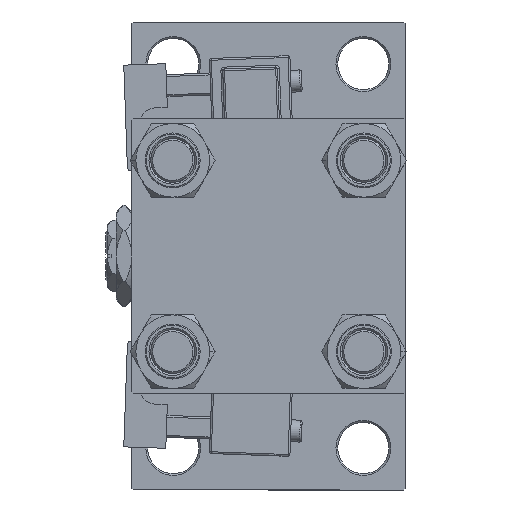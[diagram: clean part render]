
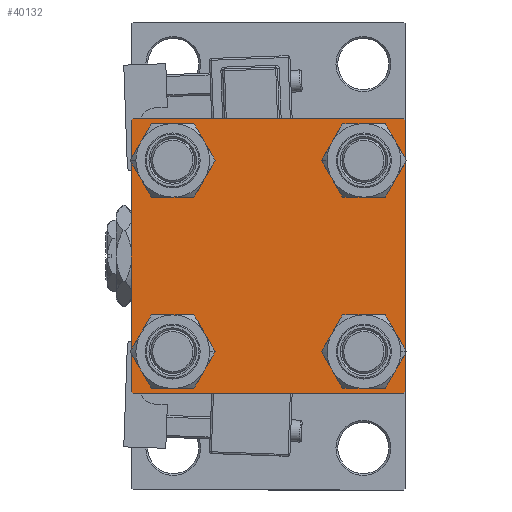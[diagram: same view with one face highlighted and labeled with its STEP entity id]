
A CAD part, left-side view. The second image highlights one B-rep face of the part: STEP entity #40132.
In plain terms, the highlighted planar face has unit normal (-1, 0, 0).
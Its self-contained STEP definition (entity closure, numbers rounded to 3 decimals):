
#369 = ORIENTED_EDGE ( 'NONE', *, *, #21014, .F. ) ;
#435 = AXIS2_PLACEMENT_3D ( 'NONE', #7780, #49046, #32540 ) ;
#473 = VERTEX_POINT ( 'NONE', #40003 ) ;
#1115 = EDGE_LOOP ( 'NONE', ( #1807, #22330 ) ) ;
#1191 = EDGE_CURVE ( 'NONE', #1684, #11128, #15331, .T. ) ;
#1268 = DIRECTION ( 'NONE',  ( 0., 0., 1. ) ) ;
#1280 = EDGE_CURVE ( 'NONE', #19679, #7588, #45522, .T. ) ;
#1478 = CIRCLE ( 'NONE', #17264, 6.5 ) ;
#1684 = VERTEX_POINT ( 'NONE', #42713 ) ;
#1807 = ORIENTED_EDGE ( 'NONE', *, *, #8297, .T. ) ;
#1965 = DIRECTION ( 'NONE',  ( 0., 0.707, 0.707 ) ) ;
#2748 = AXIS2_PLACEMENT_3D ( 'NONE', #5947, #13622, #1268 ) ;
#3206 = CARTESIAN_POINT ( 'NONE',  ( 0., 26.15, 32.65 ) ) ;
#3349 = DIRECTION ( 'NONE',  ( 0., -0.707, 0.707 ) ) ;
#3410 = DIRECTION ( 'NONE',  ( 0., 0., -1. ) ) ;
#3467 = DIRECTION ( 'NONE',  ( 0., 0., 1. ) ) ;
#3634 = CARTESIAN_POINT ( 'NONE',  ( 0., 37.25, 37.25 ) ) ;
#3778 = AXIS2_PLACEMENT_3D ( 'NONE', #31134, #39105, #30026 ) ;
#4107 = CARTESIAN_POINT ( 'NONE',  ( 0., -26.15, -26.15 ) ) ;
#4275 = DIRECTION ( 'NONE',  ( 0., -0.707, -0.707 ) ) ;
#4652 = VECTOR ( 'NONE', #1965, 1000. ) ;
#4801 = EDGE_CURVE ( 'NONE', #45036, #7539, #38538, .T. ) ;
#4927 = CARTESIAN_POINT ( 'NONE',  ( 0., -26.15, 32.65 ) ) ;
#5079 = CARTESIAN_POINT ( 'NONE',  ( 0., 26.15, -19.65 ) ) ;
#5947 = CARTESIAN_POINT ( 'NONE',  ( 0., 0., 0. ) ) ;
#6092 = ORIENTED_EDGE ( 'NONE', *, *, #19046, .T. ) ;
#6679 = LINE ( 'NONE', #27852, #19230 ) ;
#7539 = VERTEX_POINT ( 'NONE', #31250 ) ;
#7588 = VERTEX_POINT ( 'NONE', #8095 ) ;
#7780 = CARTESIAN_POINT ( 'NONE',  ( 0., -26.15, 26.15 ) ) ;
#8095 = CARTESIAN_POINT ( 'NONE',  ( 0., 37., -37.5 ) ) ;
#8297 = EDGE_CURVE ( 'NONE', #11128, #1684, #1478, .T. ) ;
#8683 = LINE ( 'NONE', #29578, #51688 ) ;
#8779 = CARTESIAN_POINT ( 'NONE',  ( 0., 37.5, -37.5 ) ) ;
#8876 = EDGE_LOOP ( 'NONE', ( #16124, #46413 ) ) ;
#9069 = DIRECTION ( 'NONE',  ( 1., 0., 0. ) ) ;
#9951 = VERTEX_POINT ( 'NONE', #29233 ) ;
#11107 = EDGE_CURVE ( 'NONE', #15851, #32573, #51415, .T. ) ;
#11128 = VERTEX_POINT ( 'NONE', #3206 ) ;
#11168 = DIRECTION ( 'NONE',  ( 0., 0.707, -0.707 ) ) ;
#11662 = LINE ( 'NONE', #20981, #45793 ) ;
#12617 = DIRECTION ( 'NONE',  ( 1., 0., 0. ) ) ;
#12658 = VERTEX_POINT ( 'NONE', #26426 ) ;
#13172 = DIRECTION ( 'NONE',  ( 0., 0., 1. ) ) ;
#13322 = EDGE_CURVE ( 'NONE', #24370, #22016, #35643, .T. ) ;
#13622 = DIRECTION ( 'NONE',  ( -1., 0., 0. ) ) ;
#13633 = CARTESIAN_POINT ( 'NONE',  ( 0., 37.5, 37. ) ) ;
#13791 = VECTOR ( 'NONE', #11168, 1000. ) ;
#15047 = DIRECTION ( 'NONE',  ( 1., 0., 0. ) ) ;
#15331 = CIRCLE ( 'NONE', #46032, 6.5 ) ;
#15851 = VERTEX_POINT ( 'NONE', #29486 ) ;
#16081 = CARTESIAN_POINT ( 'NONE',  ( 0., 26.15, -26.15 ) ) ;
#16124 = ORIENTED_EDGE ( 'NONE', *, *, #36555, .T. ) ;
#17264 = AXIS2_PLACEMENT_3D ( 'NONE', #33810, #9069, #51118 ) ;
#17758 = FACE_BOUND ( 'NONE', #42802, .T. ) ;
#18735 = LINE ( 'NONE', #36054, #4652 ) ;
#19046 = EDGE_CURVE ( 'NONE', #7588, #38268, #46432, .T. ) ;
#19197 = DIRECTION ( 'NONE',  ( 0., 0., 1. ) ) ;
#19230 = VECTOR ( 'NONE', #3349, 1000. ) ;
#19679 = VERTEX_POINT ( 'NONE', #44199 ) ;
#20060 = EDGE_CURVE ( 'NONE', #38268, #7539, #6679, .T. ) ;
#20981 = CARTESIAN_POINT ( 'NONE',  ( 0., 37.5, 37.5 ) ) ;
#21014 = EDGE_CURVE ( 'NONE', #24370, #9951, #8683, .T. ) ;
#21876 = DIRECTION ( 'NONE',  ( 0., -1., 0. ) ) ;
#22016 = VERTEX_POINT ( 'NONE', #13633 ) ;
#22154 = FACE_BOUND ( 'NONE', #8876, .T. ) ;
#22330 = ORIENTED_EDGE ( 'NONE', *, *, #1191, .T. ) ;
#22597 = CARTESIAN_POINT ( 'NONE',  ( 0., -37.5, 37.5 ) ) ;
#24076 = DIRECTION ( 'NONE',  ( 0., 0., 1. ) ) ;
#24155 = CIRCLE ( 'NONE', #435, 6.5 ) ;
#24370 = VERTEX_POINT ( 'NONE', #39261 ) ;
#24627 = CARTESIAN_POINT ( 'NONE',  ( 0., 37.25, -37.25 ) ) ;
#26000 = AXIS2_PLACEMENT_3D ( 'NONE', #53493, #37535, #3467 ) ;
#26426 = CARTESIAN_POINT ( 'NONE',  ( 0., -26.15, 19.65 ) ) ;
#27007 = CARTESIAN_POINT ( 'NONE',  ( 0., -37.5, 37. ) ) ;
#27072 = ORIENTED_EDGE ( 'NONE', *, *, #50784, .T. ) ;
#27208 = AXIS2_PLACEMENT_3D ( 'NONE', #16081, #28728, #24076 ) ;
#27852 = CARTESIAN_POINT ( 'NONE',  ( 0., -37.25, -37.25 ) ) ;
#28165 = EDGE_LOOP ( 'NONE', ( #31506, #43940, #6092, #37212, #45505, #52049, #369, #52299 ) ) ;
#28728 = DIRECTION ( 'NONE',  ( 1., 0., 0. ) ) ;
#29148 = EDGE_CURVE ( 'NONE', #45036, #9951, #18735, .T. ) ;
#29233 = CARTESIAN_POINT ( 'NONE',  ( 0., -37., 37.5 ) ) ;
#29386 = AXIS2_PLACEMENT_3D ( 'NONE', #4107, #12617, #29391 ) ;
#29391 = DIRECTION ( 'NONE',  ( 0., 0., 1. ) ) ;
#29486 = CARTESIAN_POINT ( 'NONE',  ( 0., 26.15, -32.65 ) ) ;
#29578 = CARTESIAN_POINT ( 'NONE',  ( 0., 37.5, 37.5 ) ) ;
#29662 = VECTOR ( 'NONE', #42876, 1000. ) ;
#30026 = DIRECTION ( 'NONE',  ( 0., 0., 1. ) ) ;
#31134 = CARTESIAN_POINT ( 'NONE',  ( 0., -26.15, 26.15 ) ) ;
#31250 = CARTESIAN_POINT ( 'NONE',  ( 0., -37.5, -37. ) ) ;
#31506 = ORIENTED_EDGE ( 'NONE', *, *, #41304, .T. ) ;
#32099 = CARTESIAN_POINT ( 'NONE',  ( 0., 26.15, 26.15 ) ) ;
#32540 = DIRECTION ( 'NONE',  ( 0., 0., 1. ) ) ;
#32573 = VERTEX_POINT ( 'NONE', #5079 ) ;
#32776 = EDGE_CURVE ( 'NONE', #12658, #50692, #52076, .T. ) ;
#33747 = VECTOR ( 'NONE', #4275, 1000. ) ;
#33810 = CARTESIAN_POINT ( 'NONE',  ( 0., 26.15, 26.15 ) ) ;
#33823 = CARTESIAN_POINT ( 'NONE',  ( 0., -26.15, -32.65 ) ) ;
#33973 = VERTEX_POINT ( 'NONE', #33823 ) ;
#35643 = LINE ( 'NONE', #3634, #13791 ) ;
#36054 = CARTESIAN_POINT ( 'NONE',  ( 0., -37.25, 37.25 ) ) ;
#36555 = EDGE_CURVE ( 'NONE', #32573, #15851, #43880, .T. ) ;
#37212 = ORIENTED_EDGE ( 'NONE', *, *, #20060, .T. ) ;
#37535 = DIRECTION ( 'NONE',  ( 1., 0., 0. ) ) ;
#38195 = CARTESIAN_POINT ( 'NONE',  ( 0., -26.15, -26.15 ) ) ;
#38268 = VERTEX_POINT ( 'NONE', #48319 ) ;
#38538 = LINE ( 'NONE', #22597, #51325 ) ;
#39105 = DIRECTION ( 'NONE',  ( 1., 0., 0. ) ) ;
#39206 = FACE_BOUND ( 'NONE', #1115, .T. ) ;
#39261 = CARTESIAN_POINT ( 'NONE',  ( 0., 37., 37.5 ) ) ;
#40003 = CARTESIAN_POINT ( 'NONE',  ( 0., -26.15, -19.65 ) ) ;
#40132 = ADVANCED_FACE ( 'NONE', ( #43615, #17758, #22154, #39206, #42784 ), #51281, .T. ) ;
#41304 = EDGE_CURVE ( 'NONE', #22016, #19679, #11662, .T. ) ;
#42360 = CIRCLE ( 'NONE', #50214, 6.5 ) ;
#42595 = CIRCLE ( 'NONE', #29386, 6.5 ) ;
#42713 = CARTESIAN_POINT ( 'NONE',  ( 0., 26.15, 19.65 ) ) ;
#42784 = FACE_OUTER_BOUND ( 'NONE', #28165, .T. ) ;
#42802 = EDGE_LOOP ( 'NONE', ( #44870, #27072 ) ) ;
#42876 = DIRECTION ( 'NONE',  ( 0., -1., 0. ) ) ;
#43615 = FACE_BOUND ( 'NONE', #48193, .T. ) ;
#43880 = CIRCLE ( 'NONE', #27208, 6.5 ) ;
#43940 = ORIENTED_EDGE ( 'NONE', *, *, #1280, .T. ) ;
#44199 = CARTESIAN_POINT ( 'NONE',  ( 0., 37.5, -37. ) ) ;
#44870 = ORIENTED_EDGE ( 'NONE', *, *, #45108, .T. ) ;
#45036 = VERTEX_POINT ( 'NONE', #27007 ) ;
#45063 = ORIENTED_EDGE ( 'NONE', *, *, #51302, .T. ) ;
#45108 = EDGE_CURVE ( 'NONE', #473, #33973, #42360, .T. ) ;
#45505 = ORIENTED_EDGE ( 'NONE', *, *, #4801, .F. ) ;
#45522 = LINE ( 'NONE', #24627, #33747 ) ;
#45793 = VECTOR ( 'NONE', #3410, 1000. ) ;
#46032 = AXIS2_PLACEMENT_3D ( 'NONE', #32099, #15047, #19197 ) ;
#46413 = ORIENTED_EDGE ( 'NONE', *, *, #11107, .T. ) ;
#46432 = LINE ( 'NONE', #8779, #29662 ) ;
#47613 = DIRECTION ( 'NONE',  ( 0., 0., -1. ) ) ;
#48193 = EDGE_LOOP ( 'NONE', ( #45063, #51843 ) ) ;
#48319 = CARTESIAN_POINT ( 'NONE',  ( 0., -37., -37.5 ) ) ;
#49046 = DIRECTION ( 'NONE',  ( 1., 0., 0. ) ) ;
#50214 = AXIS2_PLACEMENT_3D ( 'NONE', #38195, #53863, #13172 ) ;
#50692 = VERTEX_POINT ( 'NONE', #4927 ) ;
#50784 = EDGE_CURVE ( 'NONE', #33973, #473, #42595, .T. ) ;
#51118 = DIRECTION ( 'NONE',  ( 0., 0., 1. ) ) ;
#51281 = PLANE ( 'NONE',  #2748 ) ;
#51302 = EDGE_CURVE ( 'NONE', #50692, #12658, #24155, .T. ) ;
#51325 = VECTOR ( 'NONE', #47613, 1000. ) ;
#51415 = CIRCLE ( 'NONE', #26000, 6.5 ) ;
#51688 = VECTOR ( 'NONE', #21876, 1000. ) ;
#51843 = ORIENTED_EDGE ( 'NONE', *, *, #32776, .T. ) ;
#52049 = ORIENTED_EDGE ( 'NONE', *, *, #29148, .T. ) ;
#52076 = CIRCLE ( 'NONE', #3778, 6.5 ) ;
#52299 = ORIENTED_EDGE ( 'NONE', *, *, #13322, .T. ) ;
#53493 = CARTESIAN_POINT ( 'NONE',  ( 0., 26.15, -26.15 ) ) ;
#53863 = DIRECTION ( 'NONE',  ( 1., 0., 0. ) ) ;
